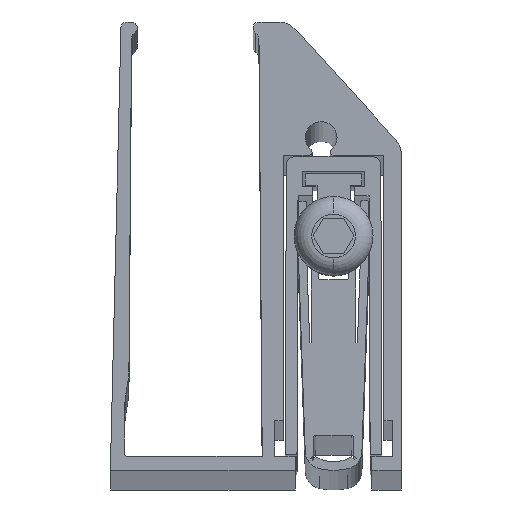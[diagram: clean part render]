
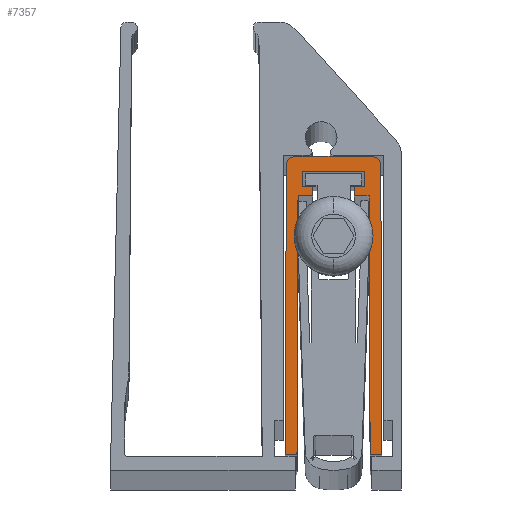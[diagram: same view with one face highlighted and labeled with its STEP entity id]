
A CAD part, top view. The second image highlights one B-rep face of the part: STEP entity #7357.
In plain terms, the highlighted planar face has unit normal (0, 0, 1).
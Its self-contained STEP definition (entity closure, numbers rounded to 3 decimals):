
#119 = LINE ( 'NONE', #19185, #11932 ) ;
#547 = DIRECTION ( 'NONE',  ( 1., 0., 0. ) ) ;
#923 = ORIENTED_EDGE ( 'NONE', *, *, #31976, .T. ) ;
#925 = AXIS2_PLACEMENT_3D ( 'NONE', #21700, #15939, #24214 ) ;
#1501 = VERTEX_POINT ( 'NONE', #22760 ) ;
#1552 = VERTEX_POINT ( 'NONE', #11951 ) ;
#1756 = EDGE_LOOP ( 'NONE', ( #31727, #923, #33650, #14643, #12139, #35042, #19768, #27033, #16924, #19483, #6863, #14473, #21224, #13907, #35029, #11430, #22098, #9387 ) ) ;
#2302 = DIRECTION ( 'NONE',  ( 0., -1., 0. ) ) ;
#2780 = PLANE ( 'NONE',  #925 ) ;
#3120 = VERTEX_POINT ( 'NONE', #17062 ) ;
#3268 = VERTEX_POINT ( 'NONE', #15605 ) ;
#3275 = LINE ( 'NONE', #21685, #5574 ) ;
#3965 = VECTOR ( 'NONE', #2302, 1000. ) ;
#3985 = VERTEX_POINT ( 'NONE', #26497 ) ;
#4920 = LINE ( 'NONE', #26520, #18154 ) ;
#5190 = CARTESIAN_POINT ( 'NONE',  ( 1.75, -2.55, 959. ) ) ;
#5517 = VECTOR ( 'NONE', #5951, 1000. ) ;
#5574 = VECTOR ( 'NONE', #14272, 1000. ) ;
#5769 = VERTEX_POINT ( 'NONE', #17817 ) ;
#5852 = VERTEX_POINT ( 'NONE', #14361 ) ;
#5895 = CARTESIAN_POINT ( 'NONE',  ( -2.65, -1.25, 959. ) ) ;
#5951 = DIRECTION ( 'NONE',  ( 1., 0., 0. ) ) ;
#6228 = VECTOR ( 'NONE', #31175, 1000. ) ;
#6625 = VECTOR ( 'NONE', #29326, 1000. ) ;
#6788 = VERTEX_POINT ( 'NONE', #32759 ) ;
#6863 = ORIENTED_EDGE ( 'NONE', *, *, #12726, .T. ) ;
#7299 = CARTESIAN_POINT ( 'NONE',  ( -1.75, -2.55, 959. ) ) ;
#7357 = ADVANCED_FACE ( 'NONE', ( #16114 ), #2780, .F. ) ;
#7393 = CARTESIAN_POINT ( 'NONE',  ( -2.65, -1.25, 959. ) ) ;
#7855 = DIRECTION ( 'NONE',  ( 0., 0., 1. ) ) ;
#8085 = LINE ( 'NONE', #5895, #19897 ) ;
#8568 = DIRECTION ( 'NONE',  ( 0., -1., 0. ) ) ;
#9176 = LINE ( 'NONE', #30420, #24426 ) ;
#9387 = ORIENTED_EDGE ( 'NONE', *, *, #10216, .T. ) ;
#9530 = DIRECTION ( 'NONE',  ( 1., -0.004, 0. ) ) ;
#9744 = AXIS2_PLACEMENT_3D ( 'NONE', #11897, #14776, #20178 ) ;
#9810 = CARTESIAN_POINT ( 'NONE',  ( 3.013, -3.35, 959. ) ) ;
#10216 = EDGE_CURVE ( 'NONE', #21721, #24038, #31718, .T. ) ;
#10240 = LINE ( 'NONE', #5190, #3965 ) ;
#10316 = DIRECTION ( 'NONE',  ( -0.004, -1., 0. ) ) ;
#11430 = ORIENTED_EDGE ( 'NONE', *, *, #15368, .T. ) ;
#11482 = LINE ( 'NONE', #17063, #30188 ) ;
#11620 = EDGE_CURVE ( 'NONE', #3268, #6788, #10240, .T. ) ;
#11897 = CARTESIAN_POINT ( 'NONE',  ( -3.303, -0.7, 959. ) ) ;
#11932 = VECTOR ( 'NONE', #29990, 1000. ) ;
#11951 = CARTESIAN_POINT ( 'NONE',  ( 2.65, -1.25, 959. ) ) ;
#12019 = EDGE_CURVE ( 'NONE', #5852, #28053, #25816, .T. ) ;
#12139 = ORIENTED_EDGE ( 'NONE', *, *, #32900, .T. ) ;
#12305 = VECTOR ( 'NONE', #29302, 1000. ) ;
#12397 = LINE ( 'NONE', #28064, #12305 ) ;
#12539 = DIRECTION ( 'NONE',  ( 1., 0., 0. ) ) ;
#12613 = CARTESIAN_POINT ( 'NONE',  ( -3.1, -25.304, 959. ) ) ;
#12726 = EDGE_CURVE ( 'NONE', #3120, #14777, #16071, .T. ) ;
#12997 = LINE ( 'NONE', #34962, #31223 ) ;
#13538 = CARTESIAN_POINT ( 'NONE',  ( -1.75, -3.35, 959. ) ) ;
#13671 = CARTESIAN_POINT ( 'NONE',  ( 4.003, -0.697, 959. ) ) ;
#13907 = ORIENTED_EDGE ( 'NONE', *, *, #21686, .T. ) ;
#14113 = VECTOR ( 'NONE', #17595, 1000. ) ;
#14272 = DIRECTION ( 'NONE',  ( -1., 0., 0. ) ) ;
#14319 = LINE ( 'NONE', #13671, #28390 ) ;
#14361 = CARTESIAN_POINT ( 'NONE',  ( -3.303, 0., 959. ) ) ;
#14473 = ORIENTED_EDGE ( 'NONE', *, *, #27152, .T. ) ;
#14643 = ORIENTED_EDGE ( 'NONE', *, *, #34624, .T. ) ;
#14776 = DIRECTION ( 'NONE',  ( 0., 0., 1. ) ) ;
#14777 = VERTEX_POINT ( 'NONE', #18030 ) ;
#15368 = EDGE_CURVE ( 'NONE', #15768, #1501, #19759, .T. ) ;
#15605 = CARTESIAN_POINT ( 'NONE',  ( 1.75, -2.55, 959. ) ) ;
#15752 = EDGE_CURVE ( 'NONE', #6788, #33444, #19634, .T. ) ;
#15768 = VERTEX_POINT ( 'NONE', #12613 ) ;
#15906 = DIRECTION ( 'NONE',  ( 1., 0., 0. ) ) ;
#15939 = DIRECTION ( 'NONE',  ( 0., 0., -1. ) ) ;
#16071 = CIRCLE ( 'NONE', #27537, 0.7 ) ;
#16114 = FACE_OUTER_BOUND ( 'NONE', #1756, .T. ) ;
#16354 = DIRECTION ( 'NONE',  ( 0., 1., 0. ) ) ;
#16924 = ORIENTED_EDGE ( 'NONE', *, *, #35601, .T. ) ;
#17062 = CARTESIAN_POINT ( 'NONE',  ( 4.003, -0.697, 959. ) ) ;
#17063 = CARTESIAN_POINT ( 'NONE',  ( -3.303, 0., 959. ) ) ;
#17411 = CARTESIAN_POINT ( 'NONE',  ( -3.013, -3.35, 959. ) ) ;
#17509 = CARTESIAN_POINT ( 'NONE',  ( -1.75, -2.55, 959. ) ) ;
#17595 = DIRECTION ( 'NONE',  ( 0.004, 1., 0. ) ) ;
#17817 = CARTESIAN_POINT ( 'NONE',  ( -2.65, -2.55, 959. ) ) ;
#18030 = CARTESIAN_POINT ( 'NONE',  ( 3.303, 0., 959. ) ) ;
#18154 = VECTOR ( 'NONE', #15906, 1000. ) ;
#18300 = CARTESIAN_POINT ( 'NONE',  ( -4.003, -0.697, 959. ) ) ;
#18377 = EDGE_CURVE ( 'NONE', #28853, #3120, #14319, .T. ) ;
#18524 = CARTESIAN_POINT ( 'NONE',  ( -2.65, -2.55, 959. ) ) ;
#19185 = CARTESIAN_POINT ( 'NONE',  ( 4.1, -25.3, 959. ) ) ;
#19483 = ORIENTED_EDGE ( 'NONE', *, *, #18377, .T. ) ;
#19634 = LINE ( 'NONE', #27399, #5517 ) ;
#19759 = LINE ( 'NONE', #17411, #14113 ) ;
#19768 = ORIENTED_EDGE ( 'NONE', *, *, #15752, .T. ) ;
#19897 = VECTOR ( 'NONE', #16354, 1000. ) ;
#20002 = VECTOR ( 'NONE', #8568, 1000. ) ;
#20145 = CARTESIAN_POINT ( 'NONE',  ( -4.1, -25.3, 959. ) ) ;
#20178 = DIRECTION ( 'NONE',  ( -1., 0., 0. ) ) ;
#20248 = LINE ( 'NONE', #31215, #20002 ) ;
#21224 = ORIENTED_EDGE ( 'NONE', *, *, #12019, .T. ) ;
#21685 = CARTESIAN_POINT ( 'NONE',  ( 2.65, -2.55, 959. ) ) ;
#21686 = EDGE_CURVE ( 'NONE', #28053, #30874, #12997, .T. ) ;
#21700 = CARTESIAN_POINT ( 'NONE',  ( -3.303, -0.7, 959. ) ) ;
#21721 = VERTEX_POINT ( 'NONE', #13538 ) ;
#21988 = CARTESIAN_POINT ( 'NONE',  ( -4.1, -25.3, 959. ) ) ;
#22098 = ORIENTED_EDGE ( 'NONE', *, *, #29801, .T. ) ;
#22760 = CARTESIAN_POINT ( 'NONE',  ( -3.013, -3.35, 959. ) ) ;
#23559 = VERTEX_POINT ( 'NONE', #7393 ) ;
#24038 = VERTEX_POINT ( 'NONE', #7299 ) ;
#24214 = DIRECTION ( 'NONE',  ( -1., 0., 0. ) ) ;
#24319 = EDGE_CURVE ( 'NONE', #33444, #3985, #12397, .T. ) ;
#24426 = VECTOR ( 'NONE', #547, 1000. ) ;
#24661 = DIRECTION ( 'NONE',  ( -0.004, 1., 0. ) ) ;
#25170 = DIRECTION ( 'NONE',  ( -1., 0., 0. ) ) ;
#25188 = EDGE_CURVE ( 'NONE', #30874, #15768, #28774, .T. ) ;
#25816 = CIRCLE ( 'NONE', #9744, 0.7 ) ;
#26383 = EDGE_CURVE ( 'NONE', #23559, #1552, #9176, .T. ) ;
#26497 = CARTESIAN_POINT ( 'NONE',  ( 3.1, -25.304, 959. ) ) ;
#26520 = CARTESIAN_POINT ( 'NONE',  ( -3.013, -3.35, 959. ) ) ;
#26595 = CARTESIAN_POINT ( 'NONE',  ( 4.1, -25.3, 959. ) ) ;
#27033 = ORIENTED_EDGE ( 'NONE', *, *, #24319, .T. ) ;
#27152 = EDGE_CURVE ( 'NONE', #14777, #5852, #11482, .T. ) ;
#27399 = CARTESIAN_POINT ( 'NONE',  ( 3.013, -3.35, 959. ) ) ;
#27537 = AXIS2_PLACEMENT_3D ( 'NONE', #29808, #7855, #12539 ) ;
#27776 = EDGE_CURVE ( 'NONE', #24038, #5769, #31670, .T. ) ;
#28053 = VERTEX_POINT ( 'NONE', #18300 ) ;
#28064 = CARTESIAN_POINT ( 'NONE',  ( 3.013, -3.35, 959. ) ) ;
#28390 = VECTOR ( 'NONE', #24661, 1000. ) ;
#28774 = LINE ( 'NONE', #20145, #30690 ) ;
#28853 = VERTEX_POINT ( 'NONE', #26595 ) ;
#28965 = CARTESIAN_POINT ( 'NONE',  ( 2.65, -2.55, 959. ) ) ;
#29302 = DIRECTION ( 'NONE',  ( 0.004, -1., 0. ) ) ;
#29326 = DIRECTION ( 'NONE',  ( -1., 0., 0. ) ) ;
#29801 = EDGE_CURVE ( 'NONE', #1501, #21721, #4920, .T. ) ;
#29808 = CARTESIAN_POINT ( 'NONE',  ( 3.303, -0.7, 959. ) ) ;
#29990 = DIRECTION ( 'NONE',  ( 1., 0.004, 0. ) ) ;
#30188 = VECTOR ( 'NONE', #25170, 1000. ) ;
#30420 = CARTESIAN_POINT ( 'NONE',  ( -2.65, -1.25, 959. ) ) ;
#30690 = VECTOR ( 'NONE', #9530, 1000. ) ;
#30874 = VERTEX_POINT ( 'NONE', #21988 ) ;
#31175 = DIRECTION ( 'NONE',  ( 0., 1., 0. ) ) ;
#31215 = CARTESIAN_POINT ( 'NONE',  ( 2.65, -1.25, 959. ) ) ;
#31223 = VECTOR ( 'NONE', #10316, 1000. ) ;
#31670 = LINE ( 'NONE', #18524, #6625 ) ;
#31718 = LINE ( 'NONE', #17509, #6228 ) ;
#31727 = ORIENTED_EDGE ( 'NONE', *, *, #27776, .T. ) ;
#31976 = EDGE_CURVE ( 'NONE', #5769, #23559, #8085, .T. ) ;
#32759 = CARTESIAN_POINT ( 'NONE',  ( 1.75, -3.35, 959. ) ) ;
#32900 = EDGE_CURVE ( 'NONE', #34214, #3268, #3275, .T. ) ;
#33444 = VERTEX_POINT ( 'NONE', #9810 ) ;
#33650 = ORIENTED_EDGE ( 'NONE', *, *, #26383, .T. ) ;
#34214 = VERTEX_POINT ( 'NONE', #28965 ) ;
#34624 = EDGE_CURVE ( 'NONE', #1552, #34214, #20248, .T. ) ;
#34962 = CARTESIAN_POINT ( 'NONE',  ( -4.003, -0.697, 959. ) ) ;
#35029 = ORIENTED_EDGE ( 'NONE', *, *, #25188, .T. ) ;
#35042 = ORIENTED_EDGE ( 'NONE', *, *, #11620, .T. ) ;
#35601 = EDGE_CURVE ( 'NONE', #3985, #28853, #119, .T. ) ;
